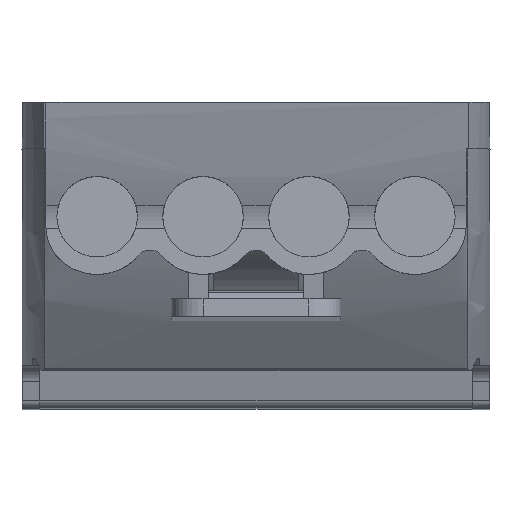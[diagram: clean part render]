
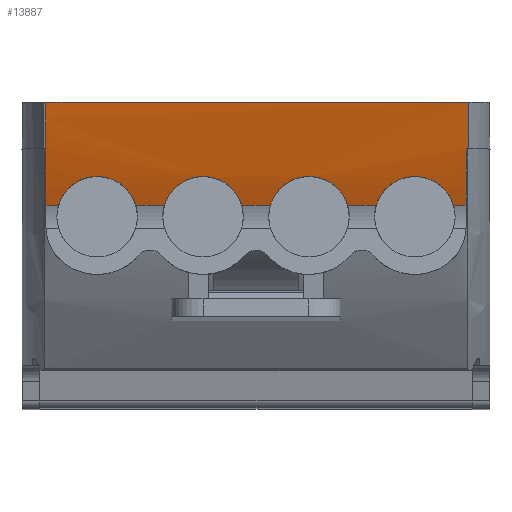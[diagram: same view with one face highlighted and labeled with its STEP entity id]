
A CAD part, top view. The second image highlights one B-rep face of the part: STEP entity #13887.
In plain terms, the highlighted cylindrical face has radius 29.004 mm (diameter 58.008 mm), a partial arc.
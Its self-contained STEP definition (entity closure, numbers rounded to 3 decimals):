
#6785=AXIS2_PLACEMENT_3D('Circle Axis2P3D',#6783,#6784,$) ;
#13851=AXIS2_PLACEMENT_3D('Cylinder Axis2P3D',#13848,#13849,#13850) ;
#13855=AXIS2_PLACEMENT_3D('Circle Axis2P3D',#13853,#13854,$) ;
#13867=AXIS2_PLACEMENT_3D('Circle Axis2P3D',#13865,#13866,$) ;
#3944=CARTESIAN_POINT('Vertex',(21.076,14.48,30.534)) ;
#4017=CARTESIAN_POINT('Vertex',(1.132,14.48,30.534)) ;
#4020=CARTESIAN_POINT('Line Origine',(11.104,14.48,30.534)) ;
#6607=CARTESIAN_POINT('Vertex',(21.076,12.28,30.003)) ;
#6625=CARTESIAN_POINT('Control Point',(21.076,12.28,30.003)) ;
#6626=CARTESIAN_POINT('Control Point',(21.076,13.006,30.209)) ;
#6627=CARTESIAN_POINT('Control Point',(21.076,13.741,30.386)) ;
#6628=CARTESIAN_POINT('Control Point',(21.076,14.48,30.534)) ;
#6780=CARTESIAN_POINT('Vertex',(1.132,12.28,30.003)) ;
#6783=CARTESIAN_POINT('Axis2P3D Location',(1.132,20.181,2.097)) ;
#9491=CARTESIAN_POINT('Vertex',(20.963,9.621,29.109)) ;
#9494=CARTESIAN_POINT('Line Origine',(21.247,9.621,29.109)) ;
#9498=CARTESIAN_POINT('Vertex',(20.369,9.621,29.109)) ;
#10112=CARTESIAN_POINT('Line Origine',(21.247,9.621,29.109)) ;
#10116=CARTESIAN_POINT('Vertex',(1.726,9.621,29.109)) ;
#10118=CARTESIAN_POINT('Vertex',(1.132,9.621,29.109)) ;
#10728=CARTESIAN_POINT('Control Point',(16.726,9.621,29.109)) ;
#10729=CARTESIAN_POINT('Control Point',(16.852,10.046,29.275)) ;
#10730=CARTESIAN_POINT('Control Point',(17.105,10.442,29.421)) ;
#10731=CARTESIAN_POINT('Control Point',(17.482,10.763,29.529)) ;
#10732=CARTESIAN_POINT('Control Point',(18.182,11.036,29.621)) ;
#10733=CARTESIAN_POINT('Control Point',(18.908,10.97,29.599)) ;
#10734=CARTESIAN_POINT('Control Point',(19.15,10.907,29.578)) ;
#10735=CARTESIAN_POINT('Control Point',(19.633,10.693,29.505)) ;
#10736=CARTESIAN_POINT('Control Point',(20.012,10.337,29.38)) ;
#10737=CARTESIAN_POINT('Control Point',(20.175,10.115,29.299)) ;
#10738=CARTESIAN_POINT('Control Point',(20.294,9.873,29.208)) ;
#10739=CARTESIAN_POINT('Control Point',(20.369,9.621,29.109)) ;
#10740=CARTESIAN_POINT('Vertex',(16.726,9.621,29.109)) ;
#10769=CARTESIAN_POINT('Vertex',(15.369,9.621,29.109)) ;
#10780=CARTESIAN_POINT('Line Origine',(21.247,9.621,29.109)) ;
#10842=CARTESIAN_POINT('Vertex',(11.726,9.621,29.109)) ;
#10845=CARTESIAN_POINT('Line Origine',(21.247,9.621,29.109)) ;
#10849=CARTESIAN_POINT('Vertex',(10.369,9.621,29.109)) ;
#10923=CARTESIAN_POINT('Vertex',(6.726,9.621,29.109)) ;
#10926=CARTESIAN_POINT('Line Origine',(21.247,9.621,29.109)) ;
#10930=CARTESIAN_POINT('Vertex',(5.369,9.621,29.109)) ;
#11476=CARTESIAN_POINT('Control Point',(1.726,9.621,29.109)) ;
#11477=CARTESIAN_POINT('Control Point',(1.852,10.046,29.275)) ;
#11478=CARTESIAN_POINT('Control Point',(2.105,10.442,29.421)) ;
#11479=CARTESIAN_POINT('Control Point',(2.482,10.763,29.529)) ;
#11480=CARTESIAN_POINT('Control Point',(3.182,11.036,29.621)) ;
#11481=CARTESIAN_POINT('Control Point',(3.908,10.97,29.599)) ;
#11482=CARTESIAN_POINT('Control Point',(4.15,10.907,29.578)) ;
#11483=CARTESIAN_POINT('Control Point',(4.633,10.693,29.505)) ;
#11484=CARTESIAN_POINT('Control Point',(5.012,10.337,29.38)) ;
#11485=CARTESIAN_POINT('Control Point',(5.175,10.115,29.299)) ;
#11486=CARTESIAN_POINT('Control Point',(5.294,9.873,29.208)) ;
#11487=CARTESIAN_POINT('Control Point',(5.369,9.621,29.109)) ;
#12353=CARTESIAN_POINT('Control Point',(11.726,9.621,29.109)) ;
#12354=CARTESIAN_POINT('Control Point',(11.852,10.046,29.275)) ;
#12355=CARTESIAN_POINT('Control Point',(12.105,10.442,29.421)) ;
#12356=CARTESIAN_POINT('Control Point',(12.482,10.763,29.529)) ;
#12357=CARTESIAN_POINT('Control Point',(13.182,11.036,29.621)) ;
#12358=CARTESIAN_POINT('Control Point',(13.908,10.97,29.599)) ;
#12359=CARTESIAN_POINT('Control Point',(14.15,10.907,29.578)) ;
#12360=CARTESIAN_POINT('Control Point',(14.633,10.693,29.505)) ;
#12361=CARTESIAN_POINT('Control Point',(15.012,10.337,29.38)) ;
#12362=CARTESIAN_POINT('Control Point',(15.175,10.115,29.299)) ;
#12363=CARTESIAN_POINT('Control Point',(15.294,9.873,29.208)) ;
#12364=CARTESIAN_POINT('Control Point',(15.369,9.621,29.109)) ;
#12388=CARTESIAN_POINT('Control Point',(6.726,9.621,29.109)) ;
#12389=CARTESIAN_POINT('Control Point',(6.852,10.046,29.275)) ;
#12390=CARTESIAN_POINT('Control Point',(7.105,10.442,29.421)) ;
#12391=CARTESIAN_POINT('Control Point',(7.482,10.763,29.529)) ;
#12392=CARTESIAN_POINT('Control Point',(8.182,11.036,29.621)) ;
#12393=CARTESIAN_POINT('Control Point',(8.908,10.97,29.599)) ;
#12394=CARTESIAN_POINT('Control Point',(9.15,10.907,29.578)) ;
#12395=CARTESIAN_POINT('Control Point',(9.633,10.693,29.505)) ;
#12396=CARTESIAN_POINT('Control Point',(10.012,10.337,29.38)) ;
#12397=CARTESIAN_POINT('Control Point',(10.175,10.115,29.299)) ;
#12398=CARTESIAN_POINT('Control Point',(10.294,9.873,29.208)) ;
#12399=CARTESIAN_POINT('Control Point',(10.369,9.621,29.109)) ;
#13848=CARTESIAN_POINT('Axis2P3D Location',(10.58,20.182,2.096)) ;
#13853=CARTESIAN_POINT('Axis2P3D Location',(20.963,20.182,2.096)) ;
#13857=CARTESIAN_POINT('Vertex',(20.963,12.28,30.003)) ;
#13860=CARTESIAN_POINT('Line Origine',(10.58,12.28,30.003)) ;
#13865=CARTESIAN_POINT('Axis2P3D Location',(1.132,20.182,2.096)) ;
#4021=DIRECTION('Vector Direction',(-1.,0.,0.)) ;
#6784=DIRECTION('Axis2P3D Direction',(1.,0.,0.)) ;
#9495=DIRECTION('Vector Direction',(1.,0.,0.)) ;
#10113=DIRECTION('Vector Direction',(1.,0.,0.)) ;
#10781=DIRECTION('Vector Direction',(1.,0.,0.)) ;
#10846=DIRECTION('Vector Direction',(1.,0.,0.)) ;
#10927=DIRECTION('Vector Direction',(1.,0.,0.)) ;
#13849=DIRECTION('Axis2P3D Direction',(1.,0.,0.)) ;
#13850=DIRECTION('Axis2P3D XDirection',(0.,-0.07,0.998)) ;
#13854=DIRECTION('Axis2P3D Direction',(1.,0.,0.)) ;
#13861=DIRECTION('Vector Direction',(1.,0.,0.)) ;
#13866=DIRECTION('Axis2P3D Direction',(1.,0.,0.)) ;
#4022=VECTOR('Line Direction',#4021,1.) ;
#9496=VECTOR('Line Direction',#9495,1.) ;
#10114=VECTOR('Line Direction',#10113,1.) ;
#10782=VECTOR('Line Direction',#10781,1.) ;
#10847=VECTOR('Line Direction',#10846,1.) ;
#10928=VECTOR('Line Direction',#10927,1.) ;
#13862=VECTOR('Line Direction',#13861,1.) ;
#13871=ORIENTED_EDGE('',*,*,#10932,.F.) ;
#13872=ORIENTED_EDGE('',*,*,#12400,.T.) ;
#13873=ORIENTED_EDGE('',*,*,#10851,.F.) ;
#13874=ORIENTED_EDGE('',*,*,#12365,.T.) ;
#13875=ORIENTED_EDGE('',*,*,#10784,.F.) ;
#13876=ORIENTED_EDGE('',*,*,#10742,.T.) ;
#13877=ORIENTED_EDGE('',*,*,#9500,.F.) ;
#13878=ORIENTED_EDGE('',*,*,#13859,.F.) ;
#13879=ORIENTED_EDGE('',*,*,#13864,.F.) ;
#13880=ORIENTED_EDGE('',*,*,#6629,.T.) ;
#13881=ORIENTED_EDGE('',*,*,#4024,.F.) ;
#13882=ORIENTED_EDGE('',*,*,#6787,.T.) ;
#13883=ORIENTED_EDGE('',*,*,#13869,.T.) ;
#13884=ORIENTED_EDGE('',*,*,#10120,.F.) ;
#13885=ORIENTED_EDGE('',*,*,#11488,.T.) ;
#13887=ADVANCED_FACE('GEHAEUSE',(#13886),#13852,.T.) ;
#6624=B_SPLINE_CURVE_WITH_KNOTS('',3,(#6625,#6626,#6627,#6628),.UNSPECIFIED.,.F.,.U.,(4,4),(0.384,3.507),.UNSPECIFIED.) ;
#10727=B_SPLINE_CURVE_WITH_KNOTS('',5,(#10728,#10729,#10730,#10731,#10732,#10733,#10734,#10735,#10736,#10737,#10738,#10739),.UNSPECIFIED.,.F.,.U.,(6,3,3,6),(0.,3.348,5.085,7.07),.UNSPECIFIED.) ;
#11475=B_SPLINE_CURVE_WITH_KNOTS('',5,(#11476,#11477,#11478,#11479,#11480,#11481,#11482,#11483,#11484,#11485,#11486,#11487),.UNSPECIFIED.,.F.,.U.,(6,3,3,6),(0.,3.348,5.085,7.07),.UNSPECIFIED.) ;
#12352=B_SPLINE_CURVE_WITH_KNOTS('',5,(#12353,#12354,#12355,#12356,#12357,#12358,#12359,#12360,#12361,#12362,#12363,#12364),.UNSPECIFIED.,.F.,.U.,(6,3,3,6),(0.,3.348,5.085,7.07),.UNSPECIFIED.) ;
#12387=B_SPLINE_CURVE_WITH_KNOTS('',5,(#12388,#12389,#12390,#12391,#12392,#12393,#12394,#12395,#12396,#12397,#12398,#12399),.UNSPECIFIED.,.F.,.U.,(6,3,3,6),(0.,3.348,5.085,7.07),.UNSPECIFIED.) ;
#6786=CIRCLE('generated circle',#6785,29.003) ;
#13856=CIRCLE('generated circle',#13855,29.004) ;
#13868=CIRCLE('generated circle',#13867,29.004) ;
#13852=CYLINDRICAL_SURFACE('generated cylinder',#13851,29.004) ;
#4024=EDGE_CURVE('',#4018,#3945,#4023,.F.) ;
#6629=EDGE_CURVE('',#6608,#3945,#6624,.T.) ;
#6787=EDGE_CURVE('',#4018,#6781,#6786,.T.) ;
#9500=EDGE_CURVE('',#9492,#9499,#9497,.F.) ;
#10120=EDGE_CURVE('',#10117,#10119,#10115,.F.) ;
#10742=EDGE_CURVE('',#10741,#9499,#10727,.T.) ;
#10784=EDGE_CURVE('',#10741,#10770,#10783,.F.) ;
#10851=EDGE_CURVE('',#10843,#10850,#10848,.F.) ;
#10932=EDGE_CURVE('',#10924,#10931,#10929,.F.) ;
#11488=EDGE_CURVE('',#10117,#10931,#11475,.T.) ;
#12365=EDGE_CURVE('',#10843,#10770,#12352,.T.) ;
#12400=EDGE_CURVE('',#10924,#10850,#12387,.T.) ;
#13859=EDGE_CURVE('',#13858,#9492,#13856,.T.) ;
#13864=EDGE_CURVE('',#6608,#13858,#13863,.F.) ;
#13869=EDGE_CURVE('',#6781,#10119,#13868,.T.) ;
#13870=EDGE_LOOP('',(#13871,#13872,#13873,#13874,#13875,#13876,#13877,#13878,#13879,#13880,#13881,#13882,#13883,#13884,#13885)) ;
#13886=FACE_OUTER_BOUND('',#13870,.T.) ;
#4023=LINE('Line',#4020,#4022) ;
#9497=LINE('Line',#9494,#9496) ;
#10115=LINE('Line',#10112,#10114) ;
#10783=LINE('Line',#10780,#10782) ;
#10848=LINE('Line',#10845,#10847) ;
#10929=LINE('Line',#10926,#10928) ;
#13863=LINE('Line',#13860,#13862) ;
#3945=VERTEX_POINT('',#3944) ;
#4018=VERTEX_POINT('',#4017) ;
#6608=VERTEX_POINT('',#6607) ;
#6781=VERTEX_POINT('',#6780) ;
#9492=VERTEX_POINT('',#9491) ;
#9499=VERTEX_POINT('',#9498) ;
#10117=VERTEX_POINT('',#10116) ;
#10119=VERTEX_POINT('',#10118) ;
#10741=VERTEX_POINT('',#10740) ;
#10770=VERTEX_POINT('',#10769) ;
#10843=VERTEX_POINT('',#10842) ;
#10850=VERTEX_POINT('',#10849) ;
#10924=VERTEX_POINT('',#10923) ;
#10931=VERTEX_POINT('',#10930) ;
#13858=VERTEX_POINT('',#13857) ;
